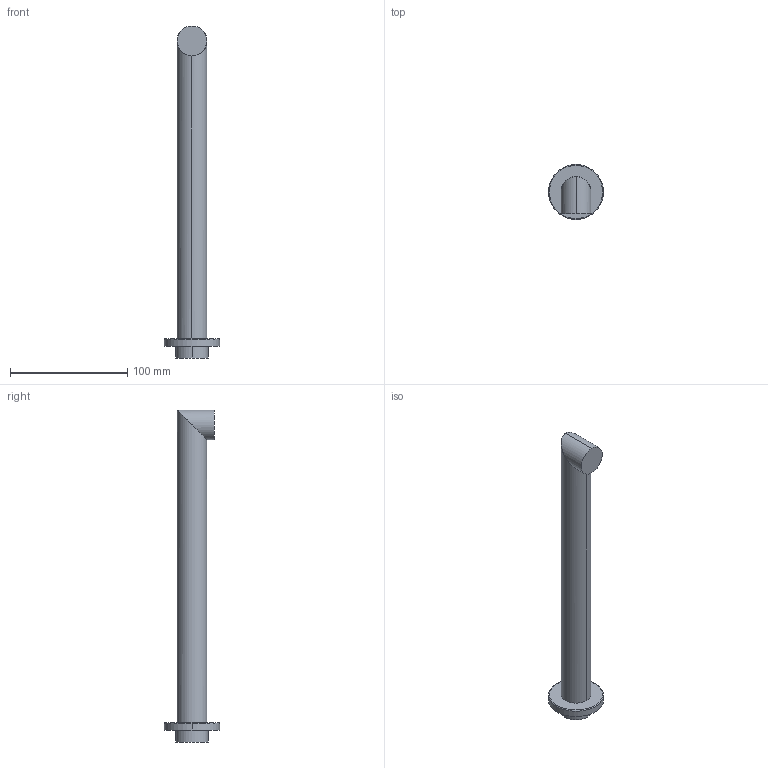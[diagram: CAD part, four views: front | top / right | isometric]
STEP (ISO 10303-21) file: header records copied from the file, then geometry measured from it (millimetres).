
FILE_DESCRIPTION((''),'2;1');
FILE_NAME('3-614','2021-01-26T08:27:53',('rsmith'),(''),'CREO PARAMETRIC BY PTC INC, 2018400','CREO PARAMETRIC BY PTC INC, 2018400','');
FILE_SCHEMA(('AUTOMOTIVE_DESIGN { 1 0 10303 214 1 1 1 1 }'));
Length unit declared in the file: inch
Products named in the file (1): 3-614
Bounding box: 46.99 x 46.99 x 283.21 mm (x, y, z)
Volume: 155593 mm3; surface area: 27429.4 mm2
Topology: 1 solids, 1 shells, 18 faces, 34 edges, 22 vertices
Faces by surface type: cylinder 8, plane 6, torus 2, extrusion 2
Entity records: 988 total; most frequent: CARTESIAN_POINT 268, COLOUR_RGB 147, DIRECTION 80, ORIENTED_EDGE 68, PRESENTATION_STYLE_ASSIGNMENT 40, STYLED_ITEM 35, AXIS2_PLACEMENT_3D 34, CURVE_STYLE 34
